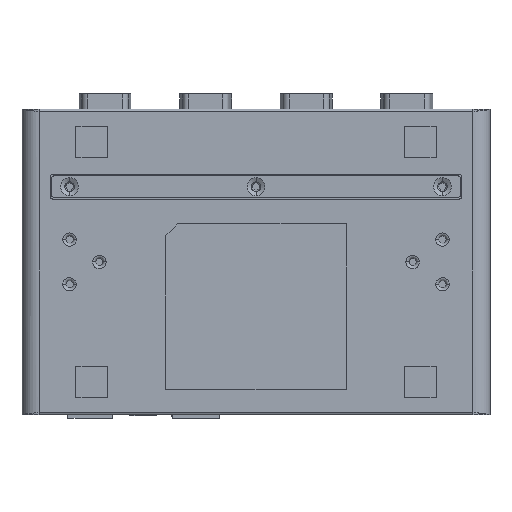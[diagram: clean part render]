
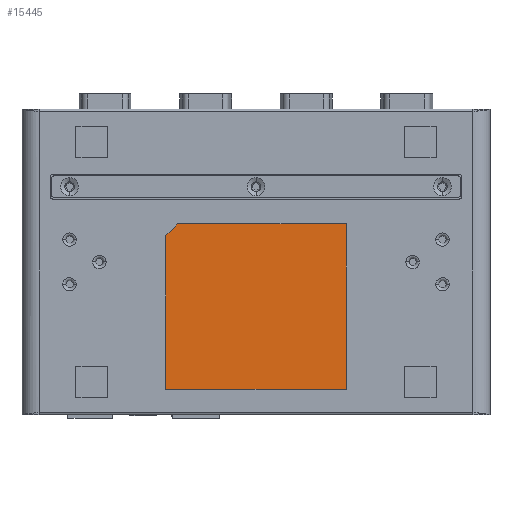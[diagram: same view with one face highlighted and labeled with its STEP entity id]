
A CAD part, front view. The second image highlights one B-rep face of the part: STEP entity #15445.
In plain terms, the highlighted planar face has unit normal (0, -1, 0).
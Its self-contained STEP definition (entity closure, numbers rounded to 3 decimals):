
#5827=DIRECTION('',(0.,0.,1.));
#5828=VECTOR('',#5827,51.6);
#5829=CARTESIAN_POINT('',(-30.3,-0.3,-42.8));
#5830=LINE('',#5829,#5828);
#5839=DIRECTION('',(-1.,0.,0.));
#5840=VECTOR('',#5839,60.6);
#5841=CARTESIAN_POINT('',(30.3,-0.3,-42.8));
#5842=LINE('',#5841,#5840);
#5843=DIRECTION('',(0.,0.,-1.));
#5844=VECTOR('',#5843,55.6);
#5845=CARTESIAN_POINT('',(30.3,-0.3,12.8));
#5846=LINE('',#5845,#5844);
#5851=DIRECTION('',(1.,0.,0.));
#5852=VECTOR('',#5851,56.6);
#5853=CARTESIAN_POINT('',(-26.3,-0.3,12.8));
#5854=LINE('',#5853,#5852);
#5859=DIRECTION('',(-0.707,0.,-0.707));
#5860=VECTOR('',#5859,5.657);
#5861=CARTESIAN_POINT('',(-26.3,-0.3,12.8));
#5862=LINE('',#5861,#5860);
#6718=CARTESIAN_POINT('',(-30.3,-0.3,-42.8));
#6719=VERTEX_POINT('',#6718);
#6720=CARTESIAN_POINT('',(-30.3,-0.3,8.8));
#6721=VERTEX_POINT('',#6720);
#6856=CARTESIAN_POINT('',(-26.3,-0.3,12.8));
#6857=VERTEX_POINT('',#6856);
#6858=CARTESIAN_POINT('',(30.3,-0.3,-42.8));
#6859=VERTEX_POINT('',#6858);
#6972=CARTESIAN_POINT('',(30.3,-0.3,12.8));
#6973=VERTEX_POINT('',#6972);
#15433=CARTESIAN_POINT('',(0.,-0.3,0.));
#15434=DIRECTION('',(0.,-1.,0.));
#15435=DIRECTION('',(0.,0.,-1.));
#15436=AXIS2_PLACEMENT_3D('',#15433,#15434,#15435);
#15437=PLANE('',#15436);
#15438=ORIENTED_EDGE('',*,*,#15401,.T.);
#15439=ORIENTED_EDGE('',*,*,#15387,.T.);
#15440=ORIENTED_EDGE('',*,*,#15373,.T.);
#15441=ORIENTED_EDGE('',*,*,#15428,.F.);
#15442=ORIENTED_EDGE('',*,*,#15415,.T.);
#15443=EDGE_LOOP('',(#15438,#15439,#15440,#15441,#15442));
#15444=FACE_OUTER_BOUND('',#15443,.F.);
#15445=ADVANCED_FACE('',(#15444),#15437,.T.);
#15373=EDGE_CURVE('',#6719,#6721,#5830,.T.);
#15387=EDGE_CURVE('',#6859,#6719,#5842,.T.);
#15401=EDGE_CURVE('',#6973,#6859,#5846,.T.);
#15415=EDGE_CURVE('',#6857,#6973,#5854,.T.);
#15428=EDGE_CURVE('',#6857,#6721,#5862,.T.);
